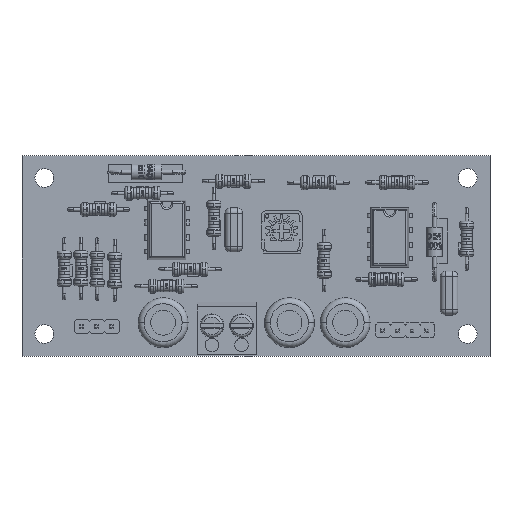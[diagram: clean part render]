
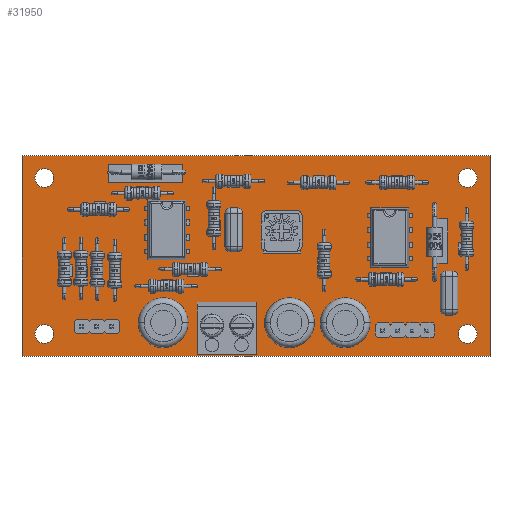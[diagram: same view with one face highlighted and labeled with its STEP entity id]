
A CAD part, top view. The second image highlights one B-rep face of the part: STEP entity #31950.
In plain terms, the highlighted planar face has unit normal (0, 0, 1).
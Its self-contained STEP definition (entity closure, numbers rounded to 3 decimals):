
#122 = VERTEX_POINT ( 'NONE', #40182 ) ;
#197 = AXIS2_PLACEMENT_3D ( 'NONE', #39669, #11297, #33625 ) ;
#1046 = ORIENTED_EDGE ( 'NONE', *, *, #8805, .F. ) ;
#1097 = VERTEX_POINT ( 'NONE', #5285 ) ;
#1505 = LINE ( 'NONE', #23800, #6267 ) ;
#2346 = DIRECTION ( 'NONE',  ( 0., 0., 1. ) ) ;
#2553 = DIRECTION ( 'NONE',  ( 0., 0., -1. ) ) ;
#2936 = ORIENTED_EDGE ( 'NONE', *, *, #33408, .F. ) ;
#3374 = FACE_BOUND ( 'NONE', #31429, .T. ) ;
#3459 = VECTOR ( 'NONE', #13579, 1000. ) ;
#3529 = VECTOR ( 'NONE', #4572, 1000. ) ;
#3695 = ORIENTED_EDGE ( 'NONE', *, *, #23547, .T. ) ;
#3790 = DIRECTION ( 'NONE',  ( 1., 0., 0. ) ) ;
#4572 = DIRECTION ( 'NONE',  ( 0., -1., 0. ) ) ;
#4808 = VERTEX_POINT ( 'NONE', #31054 ) ;
#5285 = CARTESIAN_POINT ( 'NONE',  ( 5.41, 3.81, 1.57 ) ) ;
#5579 = EDGE_CURVE ( 'NONE', #32767, #12402, #1505, .T. ) ;
#5731 = EDGE_CURVE ( 'NONE', #38997, #34487, #22267, .T. ) ;
#5858 = CARTESIAN_POINT ( 'NONE',  ( 76.2, 30.48, 1.57 ) ) ;
#6067 = FACE_BOUND ( 'NONE', #7477, .T. ) ;
#6261 = CARTESIAN_POINT ( 'NONE',  ( 0., 0., 1.57 ) ) ;
#6267 = VECTOR ( 'NONE', #11284, 1000. ) ;
#6696 = DIRECTION ( 'NONE',  ( 1., 0., 0. ) ) ;
#7040 = VERTEX_POINT ( 'NONE', #22817 ) ;
#7477 = EDGE_LOOP ( 'NONE', ( #17683, #1046 ) ) ;
#8232 = CIRCLE ( 'NONE', #197, 1.6 ) ;
#8751 = EDGE_CURVE ( 'NONE', #34487, #38997, #22247, .T. ) ;
#8805 = EDGE_CURVE ( 'NONE', #7040, #1097, #33589, .T. ) ;
#9011 = EDGE_CURVE ( 'NONE', #1097, #7040, #8232, .T. ) ;
#9013 = DIRECTION ( 'NONE',  ( 0., 0., 1. ) ) ;
#10584 = CARTESIAN_POINT ( 'NONE',  ( 5.41, 30.48, 1.57 ) ) ;
#11129 = DIRECTION ( 'NONE',  ( 1., 0., 0. ) ) ;
#11174 = DIRECTION ( 'NONE',  ( 0., 0., 1. ) ) ;
#11284 = DIRECTION ( 'NONE',  ( -1., 0., 0. ) ) ;
#11297 = DIRECTION ( 'NONE',  ( 0., 0., 1. ) ) ;
#11574 = ORIENTED_EDGE ( 'NONE', *, *, #19242, .F. ) ;
#12402 = VERTEX_POINT ( 'NONE', #38719 ) ;
#12516 = ORIENTED_EDGE ( 'NONE', *, *, #35293, .F. ) ;
#13251 = CIRCLE ( 'NONE', #17260, 1.6 ) ;
#13262 = CARTESIAN_POINT ( 'NONE',  ( 77.8, 3.81, 1.57 ) ) ;
#13284 = CARTESIAN_POINT ( 'NONE',  ( 2.21, 30.48, 1.57 ) ) ;
#13579 = DIRECTION ( 'NONE',  ( 1., 0., 0. ) ) ;
#13980 = LINE ( 'NONE', #16686, #3529 ) ;
#14386 = VERTEX_POINT ( 'NONE', #13262 ) ;
#14403 = ORIENTED_EDGE ( 'NONE', *, *, #5731, .F. ) ;
#14672 = CARTESIAN_POINT ( 'NONE',  ( 76.2, 3.81, 1.57 ) ) ;
#14937 = AXIS2_PLACEMENT_3D ( 'NONE', #20477, #29272, #3790 ) ;
#15448 = DIRECTION ( 'NONE',  ( 0., 0., 1. ) ) ;
#15455 = CARTESIAN_POINT ( 'NONE',  ( 3.81, 30.48, 1.57 ) ) ;
#15969 = DIRECTION ( 'NONE',  ( 0., 1., 0. ) ) ;
#16615 = ORIENTED_EDGE ( 'NONE', *, *, #25088, .T. ) ;
#16686 = CARTESIAN_POINT ( 'NONE',  ( 0., 34.29, 1.57 ) ) ;
#16804 = ORIENTED_EDGE ( 'NONE', *, *, #21240, .F. ) ;
#17260 = AXIS2_PLACEMENT_3D ( 'NONE', #5858, #2346, #34260 ) ;
#17292 = CARTESIAN_POINT ( 'NONE',  ( 80.01, 34.29, 1.57 ) ) ;
#17683 = ORIENTED_EDGE ( 'NONE', *, *, #9011, .F. ) ;
#17689 = CARTESIAN_POINT ( 'NONE',  ( 80.01, 0., 1.57 ) ) ;
#18000 = CARTESIAN_POINT ( 'NONE',  ( 76.2, 3.81, 1.57 ) ) ;
#18879 = ORIENTED_EDGE ( 'NONE', *, *, #37116, .T. ) ;
#19242 = EDGE_CURVE ( 'NONE', #27698, #4808, #13251, .T. ) ;
#19316 = AXIS2_PLACEMENT_3D ( 'NONE', #14672, #15448, #28177 ) ;
#20184 = VERTEX_POINT ( 'NONE', #33359 ) ;
#20312 = VERTEX_POINT ( 'NONE', #17689 ) ;
#20477 = CARTESIAN_POINT ( 'NONE',  ( 3.81, 3.81, 1.57 ) ) ;
#20766 = DIRECTION ( 'NONE',  ( 1., 0., 0. ) ) ;
#21240 = EDGE_CURVE ( 'NONE', #14386, #20184, #37341, .T. ) ;
#21793 = CARTESIAN_POINT ( 'NONE',  ( 0., 0., 1.57 ) ) ;
#22131 = ORIENTED_EDGE ( 'NONE', *, *, #8751, .F. ) ;
#22247 = CIRCLE ( 'NONE', #29515, 1.6 ) ;
#22267 = CIRCLE ( 'NONE', #31647, 1.6 ) ;
#22669 = CIRCLE ( 'NONE', #36691, 1.6 ) ;
#22673 = AXIS2_PLACEMENT_3D ( 'NONE', #6261, #2553, #31751 ) ;
#22817 = CARTESIAN_POINT ( 'NONE',  ( 2.21, 3.81, 1.57 ) ) ;
#23547 = EDGE_CURVE ( 'NONE', #122, #20312, #35709, .T. ) ;
#23800 = CARTESIAN_POINT ( 'NONE',  ( 80.01, 34.29, 1.57 ) ) ;
#24098 = AXIS2_PLACEMENT_3D ( 'NONE', #18000, #39916, #11129 ) ;
#24345 = VECTOR ( 'NONE', #15969, 1000. ) ;
#25088 = EDGE_CURVE ( 'NONE', #20312, #32767, #38082, .T. ) ;
#26791 = EDGE_LOOP ( 'NONE', ( #3695, #16615, #33575, #18879 ) ) ;
#27388 = EDGE_LOOP ( 'NONE', ( #14403, #22131 ) ) ;
#27698 = VERTEX_POINT ( 'NONE', #38943 ) ;
#28177 = DIRECTION ( 'NONE',  ( 1., 0., 0. ) ) ;
#29272 = DIRECTION ( 'NONE',  ( 0., 0., 1. ) ) ;
#29515 = AXIS2_PLACEMENT_3D ( 'NONE', #38043, #9013, #6696 ) ;
#30182 = CARTESIAN_POINT ( 'NONE',  ( 76.2, 30.48, 1.57 ) ) ;
#31054 = CARTESIAN_POINT ( 'NONE',  ( 77.8, 30.48, 1.57 ) ) ;
#31136 = FACE_BOUND ( 'NONE', #27388, .T. ) ;
#31429 = EDGE_LOOP ( 'NONE', ( #2936, #11574 ) ) ;
#31647 = AXIS2_PLACEMENT_3D ( 'NONE', #15455, #37568, #40901 ) ;
#31751 = DIRECTION ( 'NONE',  ( 0., -1., 0. ) ) ;
#31950 = ADVANCED_FACE ( 'NONE', ( #31962, #6067, #31136, #35084, #3374 ), #37596, .F. ) ;
#31962 = FACE_OUTER_BOUND ( 'NONE', #26791, .T. ) ;
#32339 = EDGE_LOOP ( 'NONE', ( #16804, #12516 ) ) ;
#32767 = VERTEX_POINT ( 'NONE', #17292 ) ;
#33359 = CARTESIAN_POINT ( 'NONE',  ( 74.6, 3.81, 1.57 ) ) ;
#33408 = EDGE_CURVE ( 'NONE', #4808, #27698, #22669, .T. ) ;
#33575 = ORIENTED_EDGE ( 'NONE', *, *, #5579, .T. ) ;
#33589 = CIRCLE ( 'NONE', #14937, 1.6 ) ;
#33625 = DIRECTION ( 'NONE',  ( 1., 0., 0. ) ) ;
#34260 = DIRECTION ( 'NONE',  ( 1., 0., 0. ) ) ;
#34487 = VERTEX_POINT ( 'NONE', #13284 ) ;
#35084 = FACE_BOUND ( 'NONE', #32339, .T. ) ;
#35293 = EDGE_CURVE ( 'NONE', #20184, #14386, #35432, .T. ) ;
#35432 = CIRCLE ( 'NONE', #24098, 1.6 ) ;
#35709 = LINE ( 'NONE', #21793, #3459 ) ;
#36691 = AXIS2_PLACEMENT_3D ( 'NONE', #30182, #11174, #20766 ) ;
#37116 = EDGE_CURVE ( 'NONE', #12402, #122, #13980, .T. ) ;
#37341 = CIRCLE ( 'NONE', #19316, 1.6 ) ;
#37568 = DIRECTION ( 'NONE',  ( 0., 0., 1. ) ) ;
#37596 = PLANE ( 'NONE',  #22673 ) ;
#37878 = CARTESIAN_POINT ( 'NONE',  ( 80.01, 0., 1.57 ) ) ;
#38043 = CARTESIAN_POINT ( 'NONE',  ( 3.81, 30.48, 1.57 ) ) ;
#38082 = LINE ( 'NONE', #37878, #24345 ) ;
#38719 = CARTESIAN_POINT ( 'NONE',  ( 0., 34.29, 1.57 ) ) ;
#38943 = CARTESIAN_POINT ( 'NONE',  ( 74.6, 30.48, 1.57 ) ) ;
#38997 = VERTEX_POINT ( 'NONE', #10584 ) ;
#39669 = CARTESIAN_POINT ( 'NONE',  ( 3.81, 3.81, 1.57 ) ) ;
#39916 = DIRECTION ( 'NONE',  ( 0., 0., 1. ) ) ;
#40182 = CARTESIAN_POINT ( 'NONE',  ( 0., 0., 1.57 ) ) ;
#40901 = DIRECTION ( 'NONE',  ( 1., 0., 0. ) ) ;
